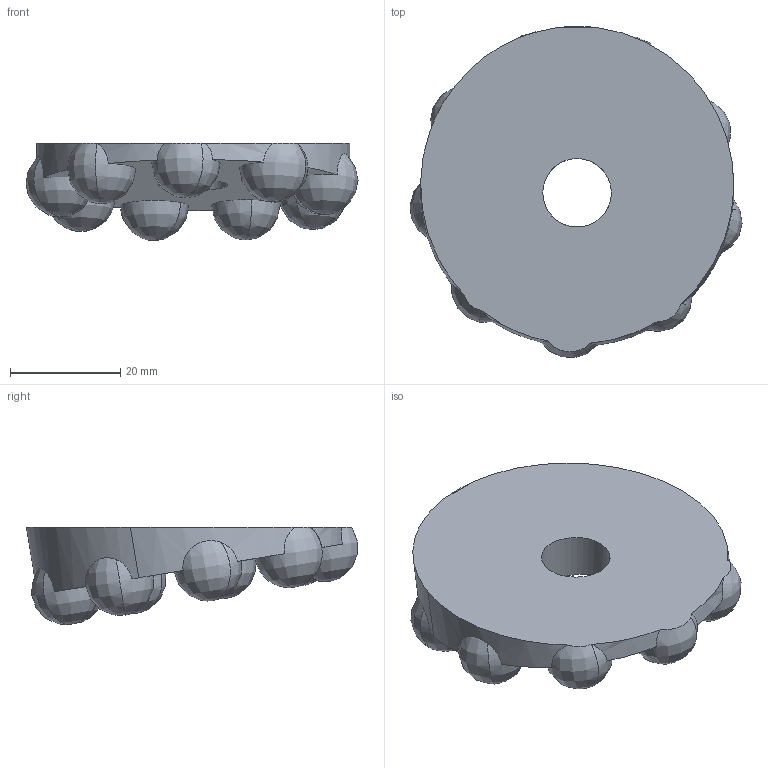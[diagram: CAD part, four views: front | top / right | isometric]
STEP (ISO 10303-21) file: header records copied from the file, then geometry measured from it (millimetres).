
FILE_DESCRIPTION(/* description */ (''),/* implementation_level */ '2;1');
FILE_NAME(/* name */ 'wheeltry2',/* time_stamp */ '2024-12-01T11:31:25+03:00',/* author */ (''),/* organization */ (''),/* preprocessor_version */ 'ST-DEVELOPER v19.2',/* originating_system */ 'Rhino 8.12',/* authorisation */ '');
FILE_SCHEMA (('CONFIG_CONTROL_DESIGN'));
Length unit declared in the file: millimetre
Products named in the file (1): Document
Bounding box: 60.31 x 60.14 x 17.66 mm (x, y, z)
Volume: 23550.7 mm3; surface area: 7881.4 mm2
Topology: 1 solids, 1 shells, 27 faces, 102 edges, 59 vertices
Faces by surface type: bspline 18, cylinder 6, plane 3
Entity records: 1778 total; most frequent: CARTESIAN_POINT 995, ORIENTED_EDGE 168, DIRECTION 108, EDGE_CURVE 84, VERTEX_POINT 59, AXIS2_PLACEMENT_3D 57, TRIMMED_CURVE 49, CIRCLE 49
